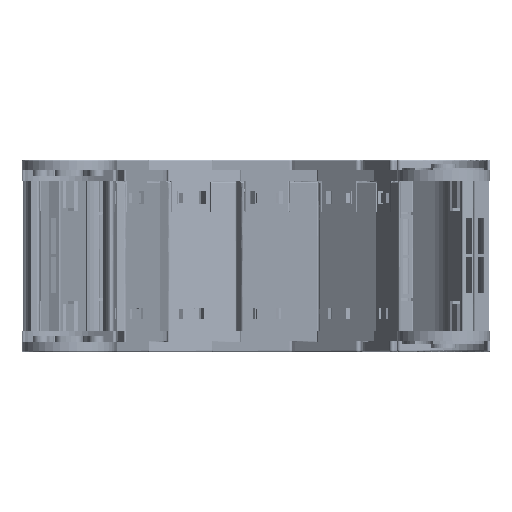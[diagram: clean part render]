
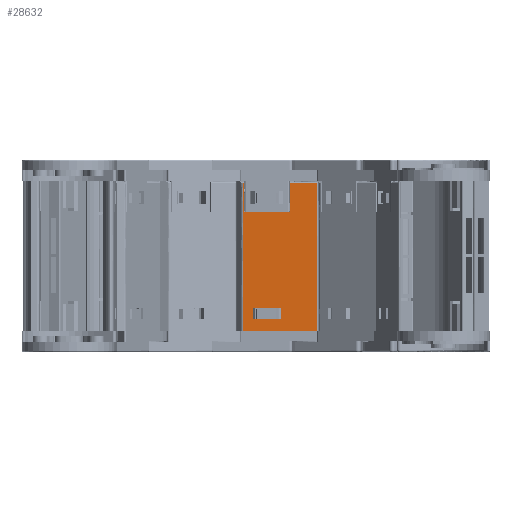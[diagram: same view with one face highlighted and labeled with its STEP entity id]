
A CAD part, left-side view. The second image highlights one B-rep face of the part: STEP entity #28632.
In plain terms, the highlighted face is planar.
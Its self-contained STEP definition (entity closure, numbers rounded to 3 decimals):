
#620 = CARTESIAN_POINT ( 'NONE',  ( -57.003, 30., -82.016 ) ) ;
#951 = CARTESIAN_POINT ( 'NONE',  ( -106.003, 30., -95.388 ) ) ;
#1158 = VERTEX_POINT ( 'NONE', #18162 ) ;
#1250 = PLANE ( 'NONE',  #23382 ) ;
#1299 = EDGE_CURVE ( 'NONE', #18778, #5228, #23366, .T. ) ;
#1470 = CARTESIAN_POINT ( 'NONE',  ( -57.253, 30., -178.5 ) ) ;
#1818 = ORIENTED_EDGE ( 'NONE', *, *, #31223, .T. ) ;
#2325 = CARTESIAN_POINT ( 'NONE',  ( -56.502, 30., -193.75 ) ) ;
#2377 = ORIENTED_EDGE ( 'NONE', *, *, #8261, .F. ) ;
#2551 = VERTEX_POINT ( 'NONE', #30341 ) ;
#3151 = DIRECTION ( 'NONE',  ( 0., 0., -1. ) ) ;
#3513 = LINE ( 'NONE', #15041, #14159 ) ;
#3524 = EDGE_CURVE ( 'NONE', #12407, #16978, #15718, .T. ) ;
#4063 = DIRECTION ( 'NONE',  ( 0., 0., -1. ) ) ;
#4296 = EDGE_CURVE ( 'NONE', #25023, #14685, #13400, .T. ) ;
#4966 = VECTOR ( 'NONE', #18426, 1000. ) ;
#5228 = VERTEX_POINT ( 'NONE', #8951 ) ;
#6014 = DIRECTION ( 'NONE',  ( 0., 0., 1. ) ) ;
#6338 = CARTESIAN_POINT ( 'NONE',  ( -55.506, 30., -82.016 ) ) ;
#6339 = CARTESIAN_POINT ( 'NONE',  ( -115.253, 30., -95.388 ) ) ;
#6454 = DIRECTION ( 'NONE',  ( 1., 0., 0. ) ) ;
#6552 = EDGE_CURVE ( 'NONE', #25023, #2551, #28819, .T. ) ;
#6963 = FACE_OUTER_BOUND ( 'NONE', #12533, .T. ) ;
#7306 = CARTESIAN_POINT ( 'NONE',  ( -56.502, 30., -193.917 ) ) ;
#7417 = ORIENTED_EDGE ( 'NONE', *, *, #20148, .T. ) ;
#7867 = ORIENTED_EDGE ( 'NONE', *, *, #3524, .T. ) ;
#8235 = VERTEX_POINT ( 'NONE', #8414 ) ;
#8261 = EDGE_CURVE ( 'NONE', #24444, #5228, #10480, .T. ) ;
#8414 = CARTESIAN_POINT ( 'NONE',  ( -56.502, 30., -134.386 ) ) ;
#8951 = CARTESIAN_POINT ( 'NONE',  ( -62.753, 30., -186. ) ) ;
#9831 = LINE ( 'NONE', #6339, #26867 ) ;
#10140 = DIRECTION ( 'NONE',  ( 1., 0., 0. ) ) ;
#10480 = LINE ( 'NONE', #16062, #4966 ) ;
#10905 = CARTESIAN_POINT ( 'NONE',  ( -57.003, 30., -95.388 ) ) ;
#11365 = B_SPLINE_CURVE_WITH_KNOTS ( 'NONE', 3,
 ( #14911, #17818, #17495, #2325, #12259, #7306, #27892 ),
 .UNSPECIFIED., .F., .F.,
 ( 4, 3, 4 ),
 ( 0.032, 0.092, 0.092 ),
 .UNSPECIFIED. ) ;
#11421 = VERTEX_POINT ( 'NONE', #17884 ) ;
#11607 = VERTEX_POINT ( 'NONE', #26280 ) ;
#12259 = CARTESIAN_POINT ( 'NONE',  ( -56.502, 30., -193.833 ) ) ;
#12278 = EDGE_CURVE ( 'NONE', #8235, #26139, #11365, .T. ) ;
#12407 = VERTEX_POINT ( 'NONE', #30763 ) ;
#12533 = EDGE_LOOP ( 'NONE', ( #7867, #21366, #31804, #30092, #21633, #13924, #1818, #19863, #12960 ) ) ;
#12642 = CARTESIAN_POINT ( 'NONE',  ( -56.502, 30., -95.388 ) ) ;
#12960 = ORIENTED_EDGE ( 'NONE', *, *, #32746, .F. ) ;
#13110 = EDGE_LOOP ( 'NONE', ( #2377, #7417, #30632, #17465 ) ) ;
#13163 = LINE ( 'NONE', #21211, #29065 ) ;
#13400 = LINE ( 'NONE', #22001, #13813 ) ;
#13813 = VECTOR ( 'NONE', #19681, 1000. ) ;
#13892 = CARTESIAN_POINT ( 'NONE',  ( -56.502, 30., -134.386 ) ) ;
#13924 = ORIENTED_EDGE ( 'NONE', *, *, #4296, .T. ) ;
#13940 = DIRECTION ( 'NONE',  ( 0., 0., 1. ) ) ;
#14159 = VECTOR ( 'NONE', #25563, 1000. ) ;
#14220 = VECTOR ( 'NONE', #27004, 1000. ) ;
#14233 = CARTESIAN_POINT ( 'NONE',  ( -56.502, 30., -108.387 ) ) ;
#14685 = VERTEX_POINT ( 'NONE', #12642 ) ;
#14911 = CARTESIAN_POINT ( 'NONE',  ( -56.502, 30., -134.386 ) ) ;
#15041 = CARTESIAN_POINT ( 'NONE',  ( -55.506, 30., -114.5 ) ) ;
#15427 = VECTOR ( 'NONE', #10140, 1000. ) ;
#15436 = CARTESIAN_POINT ( 'NONE',  ( -56.502, 30., -194. ) ) ;
#15676 = CARTESIAN_POINT ( 'NONE',  ( -81.753, 30., -186. ) ) ;
#15718 = LINE ( 'NONE', #22194, #17321 ) ;
#15901 = VECTOR ( 'NONE', #3151, 1000. ) ;
#16062 = CARTESIAN_POINT ( 'NONE',  ( -62.753, 30., -102.016 ) ) ;
#16978 = VERTEX_POINT ( 'NONE', #951 ) ;
#17228 = FACE_BOUND ( 'NONE', #13110, .T. ) ;
#17321 = VECTOR ( 'NONE', #29835, 1000. ) ;
#17465 = ORIENTED_EDGE ( 'NONE', *, *, #1299, .T. ) ;
#17495 = CARTESIAN_POINT ( 'NONE',  ( -56.502, 30., -173.962 ) ) ;
#17818 = CARTESIAN_POINT ( 'NONE',  ( -56.502, 30., -154.174 ) ) ;
#17884 = CARTESIAN_POINT ( 'NONE',  ( -81.753, 30., -178.5 ) ) ;
#18162 = CARTESIAN_POINT ( 'NONE',  ( -87.503, 30., -114.5 ) ) ;
#18426 = DIRECTION ( 'NONE',  ( 0., 0., -1. ) ) ;
#18778 = VERTEX_POINT ( 'NONE', #15676 ) ;
#19681 = DIRECTION ( 'NONE',  ( 1., 0., 0. ) ) ;
#19863 = ORIENTED_EDGE ( 'NONE', *, *, #12278, .T. ) ;
#20028 = VECTOR ( 'NONE', #26809, 1000. ) ;
#20148 = EDGE_CURVE ( 'NONE', #24444, #11421, #22857, .T. ) ;
#21211 = CARTESIAN_POINT ( 'NONE',  ( -87.503, 30., -82.016 ) ) ;
#21366 = ORIENTED_EDGE ( 'NONE', *, *, #27540, .T. ) ;
#21633 = ORIENTED_EDGE ( 'NONE', *, *, #6552, .F. ) ;
#22001 = CARTESIAN_POINT ( 'NONE',  ( -115.253, 30., -95.388 ) ) ;
#22194 = CARTESIAN_POINT ( 'NONE',  ( -106.003, 30., -248.573 ) ) ;
#22857 = LINE ( 'NONE', #1470, #20028 ) ;
#22870 = EDGE_CURVE ( 'NONE', #1158, #11607, #13163, .T. ) ;
#23366 = LINE ( 'NONE', #32109, #14220 ) ;
#23382 = AXIS2_PLACEMENT_3D ( 'NONE', #6338, #24052, #13940 ) ;
#23426 = B_SPLINE_CURVE_WITH_KNOTS ( 'NONE', 3,
 ( #24321, #14233, #29200, #13892 ),
 .UNSPECIFIED., .F., .F.,
 ( 4, 4 ),
 ( 0.013, 0.052 ),
 .UNSPECIFIED. ) ;
#23545 = CARTESIAN_POINT ( 'NONE',  ( -81.753, 30., -178.5 ) ) ;
#24052 = DIRECTION ( 'NONE',  ( 0., 1., 0. ) ) ;
#24321 = CARTESIAN_POINT ( 'NONE',  ( -56.502, 30., -95.388 ) ) ;
#24444 = VERTEX_POINT ( 'NONE', #26607 ) ;
#25023 = VERTEX_POINT ( 'NONE', #10905 ) ;
#25391 = EDGE_CURVE ( 'NONE', #11421, #18778, #25398, .T. ) ;
#25398 = LINE ( 'NONE', #23545, #15901 ) ;
#25563 = DIRECTION ( 'NONE',  ( -1., 0., 0. ) ) ;
#26139 = VERTEX_POINT ( 'NONE', #15436 ) ;
#26280 = CARTESIAN_POINT ( 'NONE',  ( -87.503, 30., -95.388 ) ) ;
#26535 = LINE ( 'NONE', #29800, #15427 ) ;
#26607 = CARTESIAN_POINT ( 'NONE',  ( -62.753, 30., -178.5 ) ) ;
#26809 = DIRECTION ( 'NONE',  ( -1., 0., 0. ) ) ;
#26867 = VECTOR ( 'NONE', #6454, 1000. ) ;
#27004 = DIRECTION ( 'NONE',  ( 1., 0., 0. ) ) ;
#27540 = EDGE_CURVE ( 'NONE', #16978, #11607, #9831, .T. ) ;
#27773 = EDGE_CURVE ( 'NONE', #2551, #1158, #3513, .T. ) ;
#27892 = CARTESIAN_POINT ( 'NONE',  ( -56.502, 30., -194. ) ) ;
#28632 = ADVANCED_FACE ( 'NONE', ( #17228, #6963 ), #1250, .T. ) ;
#28819 = LINE ( 'NONE', #620, #32019 ) ;
#29065 = VECTOR ( 'NONE', #6014, 1000. ) ;
#29200 = CARTESIAN_POINT ( 'NONE',  ( -56.502, 30., -121.387 ) ) ;
#29800 = CARTESIAN_POINT ( 'NONE',  ( -72.253, 30., -194. ) ) ;
#29835 = DIRECTION ( 'NONE',  ( 0., 0., 1. ) ) ;
#30092 = ORIENTED_EDGE ( 'NONE', *, *, #27773, .F. ) ;
#30341 = CARTESIAN_POINT ( 'NONE',  ( -57.003, 30., -114.5 ) ) ;
#30632 = ORIENTED_EDGE ( 'NONE', *, *, #25391, .T. ) ;
#30763 = CARTESIAN_POINT ( 'NONE',  ( -106.003, 30., -194. ) ) ;
#31223 = EDGE_CURVE ( 'NONE', #14685, #8235, #23426, .T. ) ;
#31804 = ORIENTED_EDGE ( 'NONE', *, *, #22870, .F. ) ;
#32019 = VECTOR ( 'NONE', #4063, 1000. ) ;
#32109 = CARTESIAN_POINT ( 'NONE',  ( -57.253, 30., -186. ) ) ;
#32746 = EDGE_CURVE ( 'NONE', #12407, #26139, #26535, .T. ) ;
